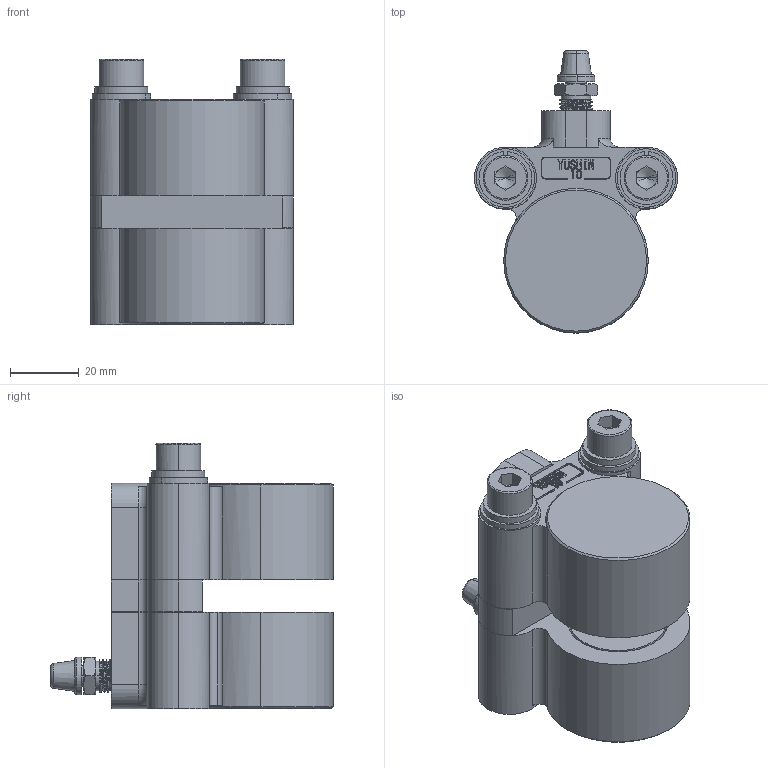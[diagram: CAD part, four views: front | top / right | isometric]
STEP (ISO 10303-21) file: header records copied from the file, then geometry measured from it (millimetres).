
FILE_DESCRIPTION (( 'STEP AP203' ), '1' );
FILE_NAME ('DBL-10(Web—p).STEP', '2024-10-30T05:02:55', ( '' ), ( '' ), 'SwSTEP 2.0', 'SolidWorks 2024', '' );
FILE_SCHEMA (( 'CONFIG_CONTROL_DESIGN' ));
Length unit declared in the file: millimetre
Products named in the file (1): DBL-10(Web用)
Bounding box: 59 x 82.07 x 77.1 mm (x, y, z)
Volume: 150043 mm3; surface area: 25209.5 mm2
Topology: 1 solids, 1 shells, 566 faces, 1477 edges, 948 vertices
Faces by surface type: plane 302, bspline 97, cylinder 93, cone 62, torus 12
Entity records: 22554 total; most frequent: CARTESIAN_POINT 9200, ORIENTED_EDGE 2938, DIRECTION 2444, EDGE_CURVE 1469, VERTEX_POINT 948, LINE 900, VECTOR 900, AXIS2_PLACEMENT_3D 772
